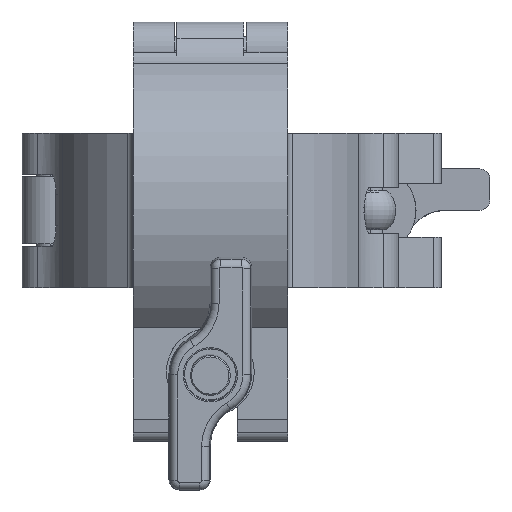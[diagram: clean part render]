
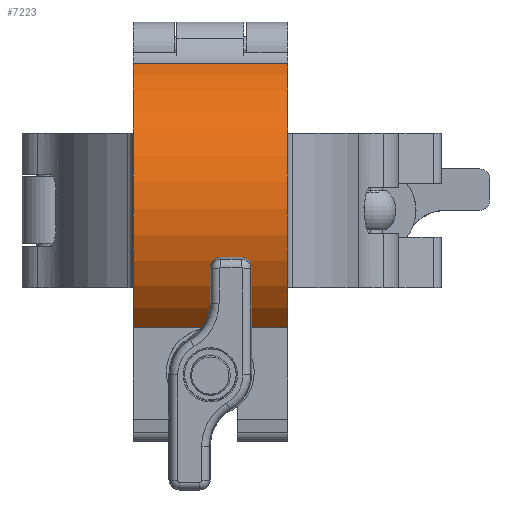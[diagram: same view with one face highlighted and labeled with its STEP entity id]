
A CAD part, front view. The second image highlights one B-rep face of the part: STEP entity #7223.
In plain terms, the highlighted cylindrical face has radius 30.4 mm (diameter 60.8 mm), a partial arc.
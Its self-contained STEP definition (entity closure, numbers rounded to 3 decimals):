
#99 = CARTESIAN_POINT ( 'NONE',  ( 2.357, 10.409, -14.95 ) ) ;
#107 = LINE ( 'NONE', #273, #3050 ) ;
#273 = CARTESIAN_POINT ( 'NONE',  ( 2.357, 10.409, 14.95 ) ) ;
#350 = EDGE_CURVE ( 'NONE', #7942, #3998, #7512, .T. ) ;
#617 = CARTESIAN_POINT ( 'NONE',  ( 2.357, 10.409, 14.95 ) ) ;
#715 = CARTESIAN_POINT ( 'NONE',  ( 30.92, 0., 14.95 ) ) ;
#752 = DIRECTION ( 'NONE',  ( 1., 0., 0. ) ) ;
#1802 = ORIENTED_EDGE ( 'NONE', *, *, #7726, .T. ) ;
#1820 = ORIENTED_EDGE ( 'NONE', *, *, #350, .F. ) ;
#2142 = CARTESIAN_POINT ( 'NONE',  ( 30.92, 0., 14.95 ) ) ;
#2774 = DIRECTION ( 'NONE',  ( -1., 0., 0. ) ) ;
#2803 = CARTESIAN_POINT ( 'NONE',  ( 53.2, 20.682, 14.95 ) ) ;
#3009 = AXIS2_PLACEMENT_3D ( 'NONE', #715, #6389, #5211 ) ;
#3050 = VECTOR ( 'NONE', #4017, 1000. ) ;
#3216 = CARTESIAN_POINT ( 'NONE',  ( 53.2, 20.682, 14.95 ) ) ;
#3359 = CYLINDRICAL_SURFACE ( 'NONE', #6137, 30.4 ) ;
#3638 = VECTOR ( 'NONE', #6559, 1000. ) ;
#3998 = VERTEX_POINT ( 'NONE', #617 ) ;
#4017 = DIRECTION ( 'NONE',  ( 0., 0., -1. ) ) ;
#4355 = FACE_OUTER_BOUND ( 'NONE', #6858, .T. ) ;
#4802 = VERTEX_POINT ( 'NONE', #99 ) ;
#4900 = CARTESIAN_POINT ( 'NONE',  ( 53.2, 20.682, -14.95 ) ) ;
#4917 = VERTEX_POINT ( 'NONE', #4900 ) ;
#5211 = DIRECTION ( 'NONE',  ( 1., 0., 0. ) ) ;
#5418 = EDGE_CURVE ( 'NONE', #3998, #4802, #107, .T. ) ;
#5610 = LINE ( 'NONE', #2803, #3638 ) ;
#6137 = AXIS2_PLACEMENT_3D ( 'NONE', #2142, #6536, #2774 ) ;
#6370 = ORIENTED_EDGE ( 'NONE', *, *, #6981, .T. ) ;
#6389 = DIRECTION ( 'NONE',  ( 0., 0., 1. ) ) ;
#6536 = DIRECTION ( 'NONE',  ( 0., 0., -1. ) ) ;
#6559 = DIRECTION ( 'NONE',  ( 0., 0., -1. ) ) ;
#6611 = AXIS2_PLACEMENT_3D ( 'NONE', #7652, #7101, #752 ) ;
#6858 = EDGE_LOOP ( 'NONE', ( #6370, #7843, #1820, #1802 ) ) ;
#6981 = EDGE_CURVE ( 'NONE', #4917, #4802, #7301, .T. ) ;
#7101 = DIRECTION ( 'NONE',  ( 0., 0., 1. ) ) ;
#7223 = ADVANCED_FACE ( 'NONE', ( #4355 ), #3359, .T. ) ;
#7301 = CIRCLE ( 'NONE', #6611, 30.4 ) ;
#7512 = CIRCLE ( 'NONE', #3009, 30.4 ) ;
#7652 = CARTESIAN_POINT ( 'NONE',  ( 30.92, 0., -14.95 ) ) ;
#7726 = EDGE_CURVE ( 'NONE', #7942, #4917, #5610, .T. ) ;
#7843 = ORIENTED_EDGE ( 'NONE', *, *, #5418, .F. ) ;
#7942 = VERTEX_POINT ( 'NONE', #3216 ) ;
